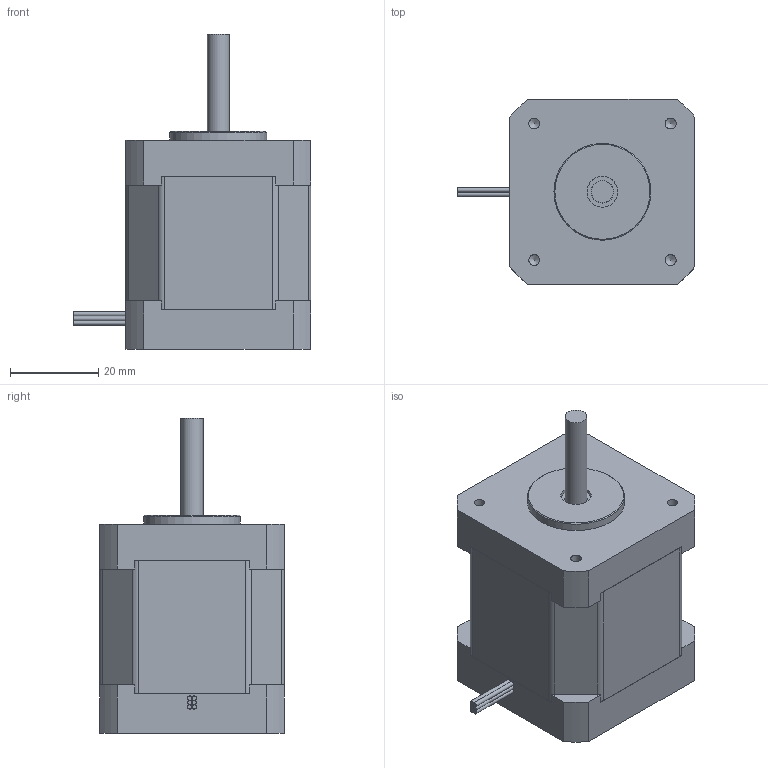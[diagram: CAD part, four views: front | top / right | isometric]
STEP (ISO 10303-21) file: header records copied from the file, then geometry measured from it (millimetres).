
FILE_DESCRIPTION(/* description */ (''),/* implementation_level */ '2;1');
FILE_NAME(/* name */ 'ST4209L1206-A_.stp',/* time_stamp */ '2022-05-24T07:44:36+02:00',/* author */ ('angelika.schneid'),/* organization */ (''),/* preprocessor_version */ 'ST-DEVELOPER v17.2',/* originating_system */ 'Autodesk Inventor 2019',/* authorisation */ '');
FILE_SCHEMA (('AUTOMOTIVE_DESIGN { 1 0 10303 214 3 1 1 }'));
Length unit declared in the file: millimetre
Products named in the file (1): ST4209L1206-A_Shrinkwrap_1
Bounding box: 54 x 42 x 71.54 mm (x, y, z)
Volume: 81454.6 mm3; surface area: 20585 mm2
Topology: 14 solids, 14 shells, 287 faces, 735 edges, 482 vertices
Faces by surface type: plane 144, cylinder 70, cone 65, sphere 4, torus 4
Full cylindrical faces by diameter (mm): 2.275 x4, 2.459 x4, 2.5 x4, 2.7 x4, 5 x1, 5.1 x2, 6 x4, 7 x1, 10 x1, 22 x1
Entity records: 9164 total; most frequent: CARTESIAN_POINT 1693, DIRECTION 1567, ORIENTED_EDGE 1462, EDGE_CURVE 731, AXIS2_PLACEMENT_3D 628, VERTEX_POINT 482, CIRCLE 324, EDGE_LOOP 314
